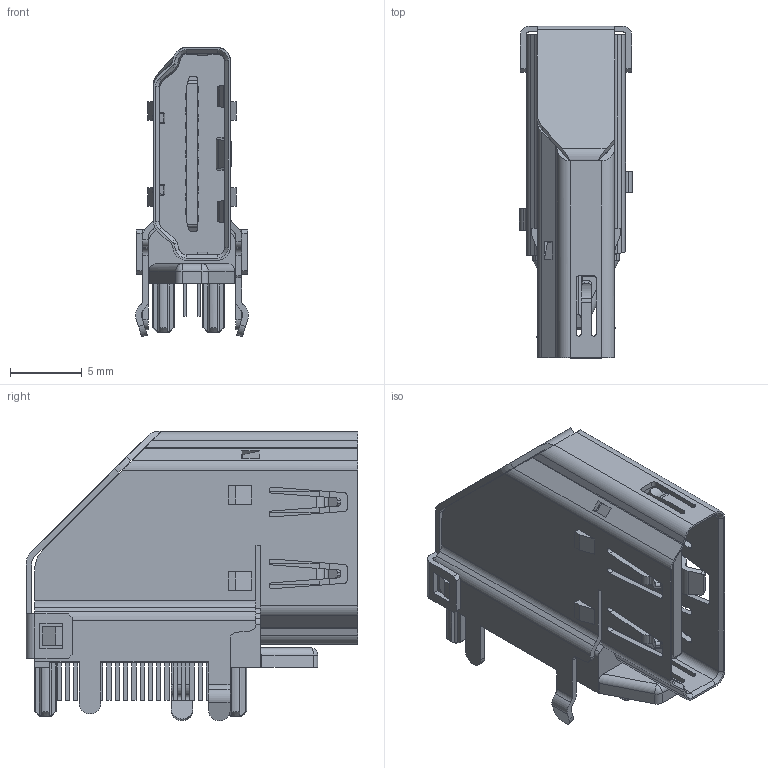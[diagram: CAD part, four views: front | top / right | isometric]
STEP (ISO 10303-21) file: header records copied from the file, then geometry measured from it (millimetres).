
FILE_DESCRIPTION(/* description */ (''),/* implementation_level */ '2;1');
FILE_NAME(/* name */ 'TYCO_2007435-1.stp',/* time_stamp */ '2016-07-05T12:57:00+02:00',/* author */ ('riccim'),/* organization */ ('SolidWorks'),/* preprocessor_version */ 'ST-DEVELOPER v15.5',/* originating_system */ 'AutoCAD Mechanical',/* authorisation */ ' ');
FILE_SCHEMA (('AUTOMOTIVE_DESIGN { 1 0 10303 214 3 1 1 }'));
Length unit declared in the file: millimetre
Products named in the file (1): Product
Bounding box: 7.88 x 23.1 x 20.15 mm (x, y, z)
Volume: 603.2 mm3; surface area: 2512.5 mm2
Topology: 42 solids, 42 shells, 667 faces, 1702 edges, 1122 vertices
Faces by surface type: plane 492, cylinder 163, cone 10, sphere 2
Entity records: 21355 total; most frequent: CARTESIAN_POINT 4864, ORIENTED_EDGE 3396, DIRECTION 3340, EDGE_CURVE 1698, LINE 1340, VECTOR 1340, VERTEX_POINT 1120, AXIS2_PLACEMENT_3D 1000
